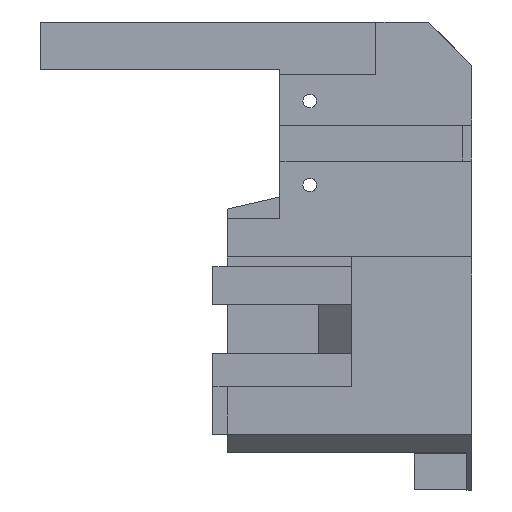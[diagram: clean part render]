
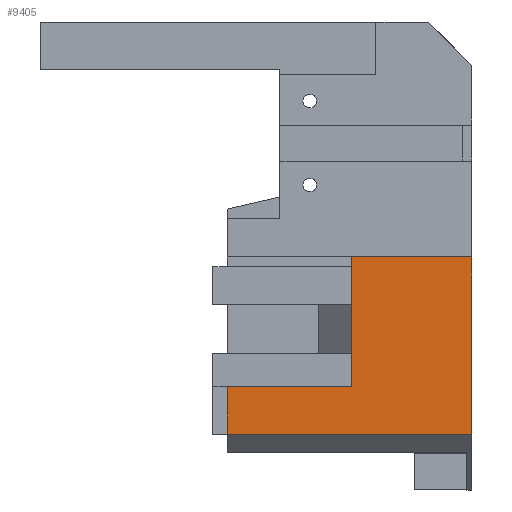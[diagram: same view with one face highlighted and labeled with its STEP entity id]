
A CAD part, left-side view. The second image highlights one B-rep face of the part: STEP entity #9405.
In plain terms, the highlighted planar face has unit normal (-1, 0, 0).
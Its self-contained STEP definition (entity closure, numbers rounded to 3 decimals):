
#184 = ORIENTED_EDGE ( 'NONE', *, *, #1754, .F. ) ;
#190 = CARTESIAN_POINT ( 'NONE',  ( 4.792, 45.881, 89.609 ) ) ;
#287 = DIRECTION ( 'NONE',  ( 0., -1., 0. ) ) ;
#746 = EDGE_LOOP ( 'NONE', ( #2301, #2118, #184, #9910, #4542, #8224 ) ) ;
#947 = DIRECTION ( 'NONE',  ( 0., 1., 0. ) ) ;
#1158 = LINE ( 'NONE', #11640, #6751 ) ;
#1454 = DIRECTION ( 'NONE',  ( 0., -1., 0. ) ) ;
#1754 = EDGE_CURVE ( 'NONE', #3789, #4173, #2380, .T. ) ;
#1867 = DIRECTION ( 'NONE',  ( -1., 0., 0. ) ) ;
#2095 = LINE ( 'NONE', #6875, #4954 ) ;
#2118 = ORIENTED_EDGE ( 'NONE', *, *, #9928, .F. ) ;
#2189 = VECTOR ( 'NONE', #6110, 1000. ) ;
#2221 = VERTEX_POINT ( 'NONE', #190 ) ;
#2265 = EDGE_CURVE ( 'NONE', #12087, #2221, #2095, .T. ) ;
#2301 = ORIENTED_EDGE ( 'NONE', *, *, #5255, .T. ) ;
#2380 = LINE ( 'NONE', #9985, #2189 ) ;
#3789 = VERTEX_POINT ( 'NONE', #5190 ) ;
#4046 = DIRECTION ( 'NONE',  ( 0., 1., 0. ) ) ;
#4173 = VERTEX_POINT ( 'NONE', #8751 ) ;
#4197 = VERTEX_POINT ( 'NONE', #5176 ) ;
#4542 = ORIENTED_EDGE ( 'NONE', *, *, #8976, .F. ) ;
#4664 = CARTESIAN_POINT ( 'NONE',  ( 4.792, 20.881, 52.609 ) ) ;
#4954 = VECTOR ( 'NONE', #4046, 1000. ) ;
#5176 = CARTESIAN_POINT ( 'NONE',  ( 4.792, 45.881, 62.609 ) ) ;
#5190 = CARTESIAN_POINT ( 'NONE',  ( 4.792, 71.881, 52.609 ) ) ;
#5255 = EDGE_CURVE ( 'NONE', #2221, #4197, #6420, .T. ) ;
#5367 = EDGE_CURVE ( 'NONE', #3789, #11745, #1158, .T. ) ;
#5628 = DIRECTION ( 'NONE',  ( 0., 0., -1. ) ) ;
#6110 = DIRECTION ( 'NONE',  ( 0., 0., 1. ) ) ;
#6113 = CARTESIAN_POINT ( 'NONE',  ( 4.792, 71.881, 62.609 ) ) ;
#6420 = LINE ( 'NONE', #10421, #6957 ) ;
#6751 = VECTOR ( 'NONE', #287, 1000. ) ;
#6875 = CARTESIAN_POINT ( 'NONE',  ( 4.792, 20.881, 89.609 ) ) ;
#6957 = VECTOR ( 'NONE', #5628, 1000. ) ;
#7410 = CARTESIAN_POINT ( 'NONE',  ( 4.792, 20.881, 89.609 ) ) ;
#7510 = CARTESIAN_POINT ( 'NONE',  ( 4.792, 71.881, 62.609 ) ) ;
#8224 = ORIENTED_EDGE ( 'NONE', *, *, #2265, .T. ) ;
#8549 = PLANE ( 'NONE',  #11701 ) ;
#8569 = CARTESIAN_POINT ( 'NONE',  ( 4.792, 20.881, 66.609 ) ) ;
#8751 = CARTESIAN_POINT ( 'NONE',  ( 4.792, 71.881, 62.609 ) ) ;
#8976 = EDGE_CURVE ( 'NONE', #12087, #11745, #10292, .T. ) ;
#9405 = ADVANCED_FACE ( 'NONE', ( #10338 ), #8549, .T. ) ;
#9555 = VECTOR ( 'NONE', #1454, 1000. ) ;
#9614 = DIRECTION ( 'NONE',  ( 0., 0., -1. ) ) ;
#9910 = ORIENTED_EDGE ( 'NONE', *, *, #5367, .T. ) ;
#9928 = EDGE_CURVE ( 'NONE', #4173, #4197, #11821, .T. ) ;
#9985 = CARTESIAN_POINT ( 'NONE',  ( 4.792, 71.881, 51.276 ) ) ;
#10292 = LINE ( 'NONE', #8569, #10714 ) ;
#10338 = FACE_OUTER_BOUND ( 'NONE', #746, .T. ) ;
#10421 = CARTESIAN_POINT ( 'NONE',  ( 4.792, 45.881, 89.609 ) ) ;
#10714 = VECTOR ( 'NONE', #9614, 1000. ) ;
#11640 = CARTESIAN_POINT ( 'NONE',  ( 4.792, 80.881, 52.609 ) ) ;
#11701 = AXIS2_PLACEMENT_3D ( 'NONE', #7510, #1867, #947 ) ;
#11745 = VERTEX_POINT ( 'NONE', #4664 ) ;
#11821 = LINE ( 'NONE', #6113, #9555 ) ;
#12087 = VERTEX_POINT ( 'NONE', #7410 ) ;
